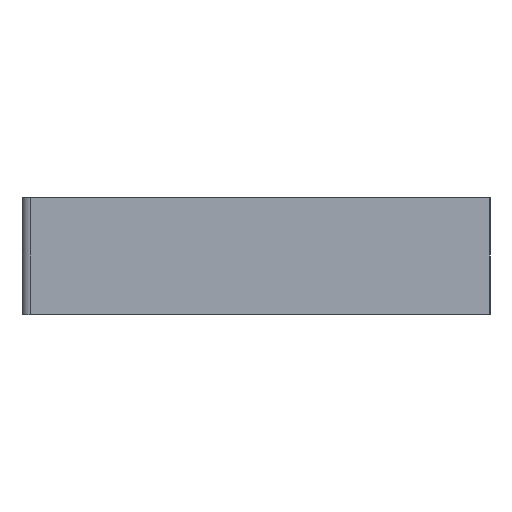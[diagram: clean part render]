
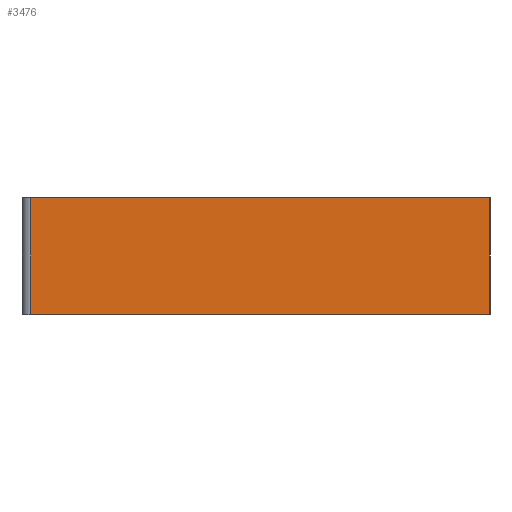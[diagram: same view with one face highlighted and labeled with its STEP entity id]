
A CAD part, left-side view. The second image highlights one B-rep face of the part: STEP entity #3476.
In plain terms, the highlighted planar face has unit normal (-1, 0, 0).
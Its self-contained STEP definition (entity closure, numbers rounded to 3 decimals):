
#2758=CARTESIAN_POINT('',(0.0,0.0,0.0));
#2759=VERTEX_POINT('',#2758);
#2766=CARTESIAN_POINT('',(0.0,39.25,0.0));
#2767=VERTEX_POINT('',#2766);
#2768=CARTESIAN_POINT('',(0.0,39.25,0.0));
#2769=DIRECTION('',(0.0,-1.0,0.0));
#2770=VECTOR('',#2769,39.25);
#2771=LINE('',#2768,#2770);
#2772=EDGE_CURVE('',#2767,#2759,#2771,.T.);
#3168=CARTESIAN_POINT('',(0.0,39.25,10.0));
#3169=VERTEX_POINT('',#3168);
#3186=CARTESIAN_POINT('',(0.0,39.25,0.0));
#3187=DIRECTION('',(0.0,0.0,1.0));
#3188=VECTOR('',#3187,10.0);
#3189=LINE('',#3186,#3188);
#3190=EDGE_CURVE('',#2767,#3169,#3189,.T.);
#3441=CARTESIAN_POINT('',(0.0,0.0,10.0));
#3442=VERTEX_POINT('',#3441);
#3449=CARTESIAN_POINT('',(0.0,0.0,0.0));
#3450=DIRECTION('',(0.0,0.0,1.0));
#3451=VECTOR('',#3450,10.0);
#3452=LINE('',#3449,#3451);
#3453=EDGE_CURVE('',#2759,#3442,#3452,.T.);
#3460=CARTESIAN_POINT('',(0.0,0.0,0.0));
#3461=DIRECTION('',(-1.0,0.0,0.0));
#3462=DIRECTION('',(0.0,0.0,1.0));
#3463=AXIS2_PLACEMENT_3D('',#3460,#3461,#3462);
#3464=PLANE('',#3463);
#3465=ORIENTED_EDGE('',*,*,#3190,.F.);
#3466=ORIENTED_EDGE('',*,*,#2772,.T.);
#3467=ORIENTED_EDGE('',*,*,#3453,.T.);
#3468=CARTESIAN_POINT('',(0.0,0.0,10.0));
#3469=DIRECTION('',(0.0,1.0,0.0));
#3470=VECTOR('',#3469,39.25);
#3471=LINE('',#3468,#3470);
#3472=EDGE_CURVE('',#3442,#3169,#3471,.T.);
#3473=ORIENTED_EDGE('',*,*,#3472,.T.);
#3474=EDGE_LOOP('',(#3465,#3466,#3467,#3473));
#3475=FACE_OUTER_BOUND('',#3474,.T.);
#3476=ADVANCED_FACE('',(#3475),#3464,.T.);
